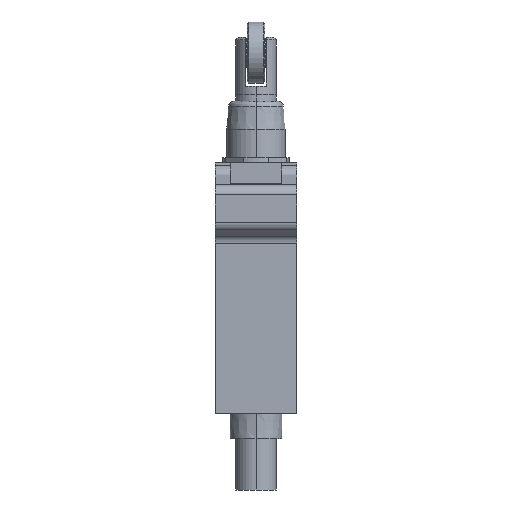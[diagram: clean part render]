
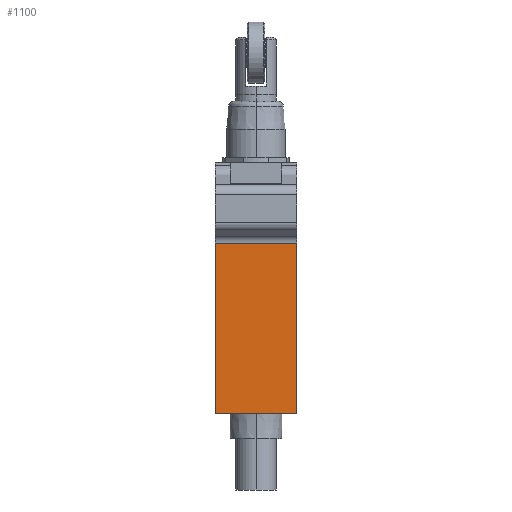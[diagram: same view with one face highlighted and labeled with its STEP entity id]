
A CAD part, left-side view. The second image highlights one B-rep face of the part: STEP entity #1100.
In plain terms, the highlighted planar face has unit normal (-1, 0, 0).
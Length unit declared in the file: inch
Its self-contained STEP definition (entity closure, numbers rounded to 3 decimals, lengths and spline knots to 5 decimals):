
#175 = CARTESIAN_POINT ( 'NONE',  ( -0.59055, 0., -1.5748 ) ) ;
#255 = FACE_OUTER_BOUND ( 'NONE', #3181, .T. ) ;
#414 = VECTOR ( 'NONE', #1169, 39.37008 ) ;
#423 = DIRECTION ( 'NONE',  ( -1., 0., 0. ) ) ;
#523 = VERTEX_POINT ( 'NONE', #3435 ) ;
#561 = DIRECTION ( 'NONE',  ( 0., 1., 0. ) ) ;
#578 = VERTEX_POINT ( 'NONE', #1496 ) ;
#592 = CARTESIAN_POINT ( 'NONE',  ( -0.59055, 0., -0.26687 ) ) ;
#610 = ORIENTED_EDGE ( 'NONE', *, *, #2174, .T. ) ;
#896 = VECTOR ( 'NONE', #2156, 39.37008 ) ;
#1100 = ADVANCED_FACE ( 'NONE', ( #255 ), #4430, .T. ) ;
#1169 = DIRECTION ( 'NONE',  ( 0., -1., 0. ) ) ;
#1219 = CARTESIAN_POINT ( 'NONE',  ( -0.59055, -0.62992, -0.26687 ) ) ;
#1245 = CARTESIAN_POINT ( 'NONE',  ( -0.59055, 0., -0.26687 ) ) ;
#1350 = VERTEX_POINT ( 'NONE', #1245 ) ;
#1496 = CARTESIAN_POINT ( 'NONE',  ( -0.59055, 0., -1.5748 ) ) ;
#2111 = CARTESIAN_POINT ( 'NONE',  ( -0.59055, -0.62992, -0.61024 ) ) ;
#2132 = VERTEX_POINT ( 'NONE', #1219 ) ;
#2156 = DIRECTION ( 'NONE',  ( 0., 0., 1. ) ) ;
#2174 = EDGE_CURVE ( 'NONE', #578, #523, #5965, .T. ) ;
#2396 = AXIS2_PLACEMENT_3D ( 'NONE', #4917, #423, #2952 ) ;
#2952 = DIRECTION ( 'NONE',  ( 0., 0., 1. ) ) ;
#3181 = EDGE_LOOP ( 'NONE', ( #610, #3511, #6214, #4290 ) ) ;
#3435 = CARTESIAN_POINT ( 'NONE',  ( -0.59055, -0.62992, -1.5748 ) ) ;
#3441 = DIRECTION ( 'NONE',  ( 0., 0., -1. ) ) ;
#3511 = ORIENTED_EDGE ( 'NONE', *, *, #5711, .T. ) ;
#4192 = EDGE_CURVE ( 'NONE', #2132, #1350, #5611, .T. ) ;
#4290 = ORIENTED_EDGE ( 'NONE', *, *, #4983, .T. ) ;
#4405 = VECTOR ( 'NONE', #3441, 39.37008 ) ;
#4430 = PLANE ( 'NONE',  #2396 ) ;
#4569 = LINE ( 'NONE', #5457, #4405 ) ;
#4658 = LINE ( 'NONE', #2111, #896 ) ;
#4917 = CARTESIAN_POINT ( 'NONE',  ( -0.59055, 0., -1.5748 ) ) ;
#4983 = EDGE_CURVE ( 'NONE', #1350, #578, #4569, .T. ) ;
#5238 = VECTOR ( 'NONE', #561, 39.37008 ) ;
#5457 = CARTESIAN_POINT ( 'NONE',  ( -0.59055, 0., -1.5748 ) ) ;
#5611 = LINE ( 'NONE', #592, #5238 ) ;
#5711 = EDGE_CURVE ( 'NONE', #523, #2132, #4658, .T. ) ;
#5965 = LINE ( 'NONE', #175, #414 ) ;
#6214 = ORIENTED_EDGE ( 'NONE', *, *, #4192, .T. ) ;
